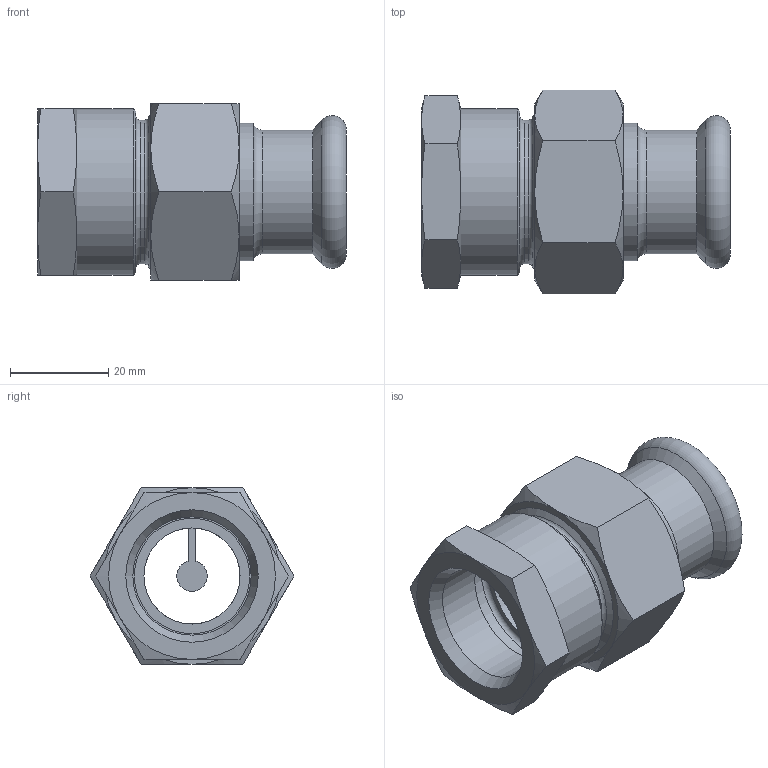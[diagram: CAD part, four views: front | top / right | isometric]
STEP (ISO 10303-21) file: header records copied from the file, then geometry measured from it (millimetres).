
FILE_DESCRIPTION(/* description */ (''),/* implementation_level */ '2;1');
FILE_NAME(/* name */ '34404.stp',/* time_stamp */ '2014-04-01T20:35:11+02:00',/* author */ ('bruh'),/* organization */ (''),/* preprocessor_version */ 'ST-DEVELOPER v15.2',/* originating_system */ 'Autodesk Inventor 2014',/* authorisation */ '');
FILE_SCHEMA (('AUTOMOTIVE_DESIGN { 1 0 10303 214 3 1 1 }'));
Length unit declared in the file: millimetre
Products named in the file (5): 101247; 101136; 400784; 101077; 34404
Bounding box: 63 x 41.57 x 36 mm (x, y, z)
Volume: 25930.9 mm3; surface area: 17439.5 mm2
Topology: 3 solids, 3 shells, 85 faces, 180 edges, 106 vertices
Faces by surface type: cone 35, plane 26, cylinder 15, torus 9
Full cylindrical faces by diameter (mm): 19.6 x1, 22.2 x1, 23.3 x1, 23.5 x1, 24.117 x1, 25.2 x1, 27.5 x1, 28 x2, 28.1 x1, 29.3 x1, 30.291 x1, 33.249 x1, 34 x1
Entity records: 2112 total; most frequent: CARTESIAN_POINT 426, DIRECTION 348, ORIENTED_EDGE 276, AXIS2_PLACEMENT_3D 164, EDGE_CURVE 138, EDGE_LOOP 130, VERTEX_POINT 98, ADVANCED_FACE 85
